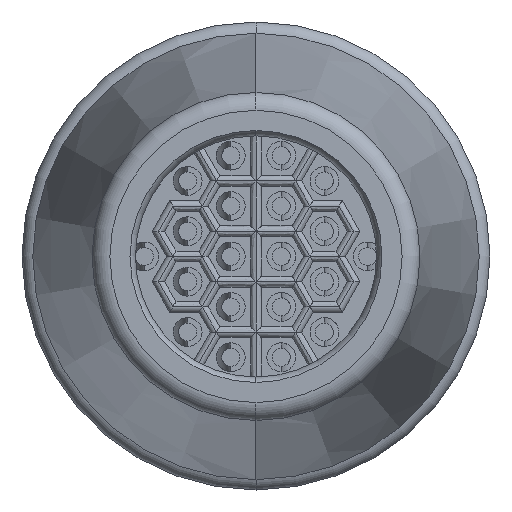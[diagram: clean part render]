
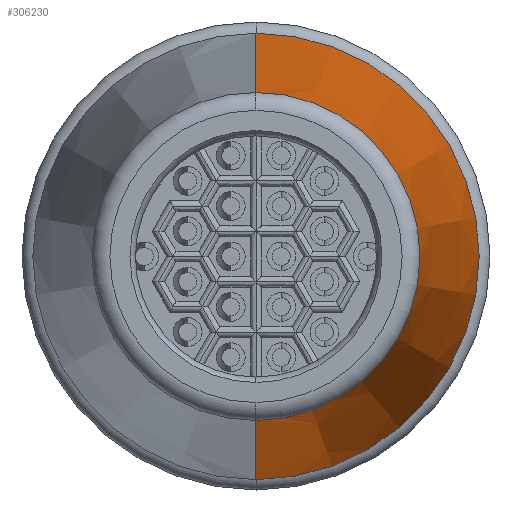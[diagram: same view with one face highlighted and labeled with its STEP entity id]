
A CAD part, left-side view. The second image highlights one B-rep face of the part: STEP entity #306230.
In plain terms, the highlighted conical face has half-angle 7.177 degrees and reference radius 6.2 mm.
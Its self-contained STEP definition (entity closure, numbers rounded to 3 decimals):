
#10120=CARTESIAN_POINT('',(29.3,0.,0.));
#10130=DIRECTION('',(-1.,0.,0.));
#10140=DIRECTION('',(0.,1.,0.));
#10150=AXIS2_PLACEMENT_3D('',#10120,#10130,#10140);
#10160=CONICAL_SURFACE('',#10150,6.2,0.125);
#10170=CARTESIAN_POINT('',(29.3,6.2,0.));
#10180=DIRECTION('',(-0.992,0.125,0.));
#10190=VECTOR('',#10180,1.);
#10200=LINE('',#10170,#10190);
#10210=CARTESIAN_POINT('',(42.362,4.555,0.));
#10220=VERTEX_POINT('',#10210);
#10230=CARTESIAN_POINT('',(29.3,6.2,0.));
#10240=VERTEX_POINT('',#10230);
#10250=EDGE_CURVE('',#10220,#10240,#10200,.T.);
#10270=CARTESIAN_POINT('',(42.362,0.,0.));
#10280=DIRECTION('',(-1.,0.,0.));
#10290=DIRECTION('',(0.,1.,0.));
#10300=AXIS2_PLACEMENT_3D('',#10270,#10280,#10290);
#10310=CIRCLE('',#10300,4.555);
#10320=CARTESIAN_POINT('',(42.362,-4.555,0.));
#10330=VERTEX_POINT('',#10320);
#10360=CARTESIAN_POINT('',(29.3,-6.2,0.));
#10370=DIRECTION('',(-0.992,-0.125,
0.));
#10380=VECTOR('',#10370,1.);
#10390=LINE('',#10360,#10380);
#10400=CARTESIAN_POINT('',(29.3,-6.2,0.));
#10410=VERTEX_POINT('',#10400);
#10420=EDGE_CURVE('',#10330,#10410,#10390,.T.);
#10440=CARTESIAN_POINT('',(29.3,0.,0.));
#10450=DIRECTION('',(1.,0.,0.));
#10460=DIRECTION('',(0.,1.,0.));
#10470=AXIS2_PLACEMENT_3D('',#10440,#10450,#10460);
#10480=CIRCLE('',#10470,6.2);
#14330=EDGE_CURVE('',#10410,#10240,#10480,.T.);
#306160=ORIENTED_EDGE('',*,*,#14330,.T.);
#306170=ORIENTED_EDGE('',*,*,#10420,.T.);
#306180=EDGE_CURVE('',#10220,#10330,#10310,.T.);
#306190=ORIENTED_EDGE('',*,*,#306180,.T.);
#306200=ORIENTED_EDGE('',*,*,#10250,.F.);
#306210=EDGE_LOOP('',(#306200,#306190,#306170,#306160));
#306220=FACE_OUTER_BOUND('',#306210,.T.);
#306230=ADVANCED_FACE('',(#306220),#10160,.T.);
